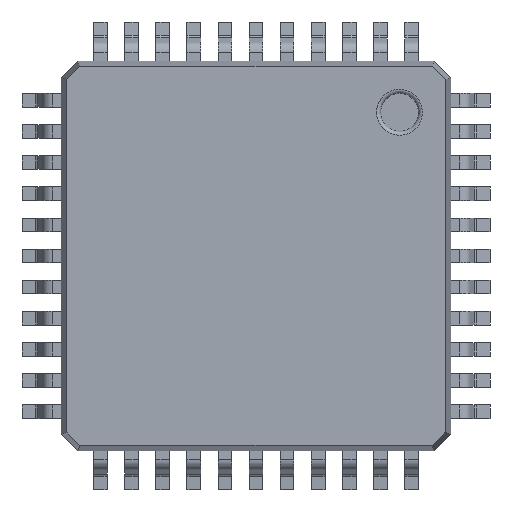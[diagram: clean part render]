
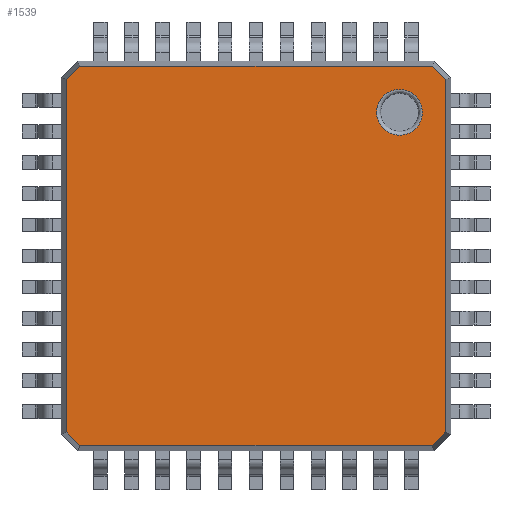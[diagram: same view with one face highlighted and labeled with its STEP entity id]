
A CAD part, top view. The second image highlights one B-rep face of the part: STEP entity #1539.
In plain terms, the highlighted planar face has unit normal (0, 0, 1).
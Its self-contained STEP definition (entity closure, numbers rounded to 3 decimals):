
#11=FACE_BOUND('',#3356,.T.);
#18=B_SPLINE_CURVE_WITH_KNOTS('',3,(#27332,#27333,#27334,#27335,#27336,
#27337),.UNSPECIFIED.,.F.,.F.,(4,1,1,4),(0.,0.18,0.36,
0.54),.UNSPECIFIED.);
#21=B_SPLINE_CURVE_WITH_KNOTS('',3,(#27350,#27351,#27352,#27353,#27354,
#27355),.UNSPECIFIED.,.F.,.F.,(4,1,1,4),(0.,0.181,0.361,
0.542),.UNSPECIFIED.);
#30=B_SPLINE_CURVE_WITH_KNOTS('',3,(#27404,#27405,#27406,#27407,#27408,
#27409),.UNSPECIFIED.,.F.,.F.,(4,1,1,4),(0.,0.181,0.361,
0.542),.UNSPECIFIED.);
#40=B_SPLINE_CURVE_WITH_KNOTS('',3,(#27464,#27465,#27466,#27467,#27468,
#27469),.UNSPECIFIED.,.F.,.F.,(4,1,1,4),(0.,0.181,0.361,
0.542),.UNSPECIFIED.);
#78=B_SPLINE_CURVE_WITH_KNOTS('',1,(#27636,#27637),.UNSPECIFIED.,.F.,.F.,
(2,2),(0.,9.046),.UNSPECIFIED.);
#127=B_SPLINE_CURVE_WITH_KNOTS('',1,(#27830,#27831),.UNSPECIFIED.,.F.,.F.,
(2,2),(0.,9.046),.UNSPECIFIED.);
#175=B_SPLINE_CURVE_WITH_KNOTS('',1,(#28020,#28021),.UNSPECIFIED.,.F.,.F.,
(2,2),(0.,9.051),.UNSPECIFIED.);
#224=B_SPLINE_CURVE_WITH_KNOTS('',1,(#28214,#28215),.UNSPECIFIED.,.F.,.F.,
(2,2),(0.,9.051),.UNSPECIFIED.);
#333=B_SPLINE_CURVE_WITH_KNOTS('',3,(#29476,#29477,#29478,#29479,#29480,
#29481,#29482),.UNSPECIFIED.,.F.,.F.,(4,3,4),(9.098,9.099,
9.1),.UNSPECIFIED.);
#1539=ADVANCED_FACE('',(#2447,#11),#13878,.T.);
#2447=FACE_OUTER_BOUND('',#3355,.T.);
#3355=EDGE_LOOP('',(#7067,#7068,#7069,#7070,#7071,#7072,#7073,#7074,#7075));
#3356=EDGE_LOOP('',(#7076));
#7067=ORIENTED_EDGE('',*,*,#9893,.F.);
#7068=ORIENTED_EDGE('',*,*,#9736,.T.);
#7069=ORIENTED_EDGE('',*,*,#10406,.F.);
#7070=ORIENTED_EDGE('',*,*,#9796,.F.);
#7071=ORIENTED_EDGE('',*,*,#9758,.F.);
#7072=ORIENTED_EDGE('',*,*,#9942,.F.);
#7073=ORIENTED_EDGE('',*,*,#9748,.F.);
#7074=ORIENTED_EDGE('',*,*,#9845,.F.);
#7075=ORIENTED_EDGE('',*,*,#9739,.F.);
#7076=ORIENTED_EDGE('',*,*,#10404,.T.);
#9736=EDGE_CURVE('',#13407,#13408,#18,.T.);
#9739=EDGE_CURVE('',#13410,#13411,#21,.T.);
#9748=EDGE_CURVE('',#13417,#13418,#30,.T.);
#9758=EDGE_CURVE('',#13425,#13426,#40,.T.);
#9796=EDGE_CURVE('',#13426,#13458,#78,.T.);
#9845=EDGE_CURVE('',#13411,#13417,#127,.T.);
#9893=EDGE_CURVE('',#13407,#13410,#175,.T.);
#9942=EDGE_CURVE('',#13418,#13425,#224,.T.);
#10404=EDGE_CURVE('',#13611,#13611,#12345,.T.);
#10406=EDGE_CURVE('',#13458,#13408,#333,.T.);
#12345=(
BOUNDED_CURVE()
B_SPLINE_CURVE(2,(#29458,#29459,#29460,#29461,#29462,#29463,#29464,#29465,
#29466),.UNSPECIFIED.,.T.,.F.)
B_SPLINE_CURVE_WITH_KNOTS((3,2,2,2,3),(0.,0.923,1.846,
2.768,3.691),.UNSPECIFIED.)
CURVE()
GEOMETRIC_REPRESENTATION_ITEM()
RATIONAL_B_SPLINE_CURVE((1.,0.707,1.,0.707,1.,0.707,
1.,0.707,1.))
REPRESENTATION_ITEM('')
);
#13407=VERTEX_POINT('',#26913);
#13408=VERTEX_POINT('',#26914);
#13410=VERTEX_POINT('',#26916);
#13411=VERTEX_POINT('',#26917);
#13417=VERTEX_POINT('',#26923);
#13418=VERTEX_POINT('',#26924);
#13425=VERTEX_POINT('',#26931);
#13426=VERTEX_POINT('',#26932);
#13458=VERTEX_POINT('',#26964);
#13611=VERTEX_POINT('',#27117);
#13878=PLANE('',#14738);
#14738=AXIS2_PLACEMENT_3D('',#24414,#14920,$);
#14920=DIRECTION('',(0.,0.,1.));
#24414=CARTESIAN_POINT('',(4.967,4.967,1.61));
#26913=CARTESIAN_POINT('',(-4.525,4.87,1.61));
#26914=CARTESIAN_POINT('',(-4.87,4.524,1.61));
#26916=CARTESIAN_POINT('',(4.525,4.87,1.61));
#26917=CARTESIAN_POINT('',(4.87,4.523,1.61));
#26923=CARTESIAN_POINT('',(4.87,-4.523,1.61));
#26924=CARTESIAN_POINT('',(4.525,-4.87,1.61));
#26931=CARTESIAN_POINT('',(-4.525,-4.87,1.61));
#26932=CARTESIAN_POINT('',(-4.87,-4.523,1.61));
#26964=CARTESIAN_POINT('',(-4.87,4.523,1.61));
#27117=CARTESIAN_POINT('',(3.1,3.688,1.61));
#27332=CARTESIAN_POINT('',(-4.525,4.87,1.61));
#27333=CARTESIAN_POINT('',(-4.564,4.832,1.61));
#27334=CARTESIAN_POINT('',(-4.64,4.755,1.61));
#27335=CARTESIAN_POINT('',(-4.755,4.64,1.61));
#27336=CARTESIAN_POINT('',(-4.831,4.563,1.61));
#27337=CARTESIAN_POINT('',(-4.87,4.524,1.61));
#27350=CARTESIAN_POINT('',(4.525,4.87,1.61));
#27351=CARTESIAN_POINT('',(4.564,4.831,1.61));
#27352=CARTESIAN_POINT('',(4.64,4.754,1.61));
#27353=CARTESIAN_POINT('',(4.755,4.639,1.61));
#27354=CARTESIAN_POINT('',(4.832,4.562,1.61));
#27355=CARTESIAN_POINT('',(4.87,4.523,1.61));
#27404=CARTESIAN_POINT('',(4.87,-4.523,1.61));
#27405=CARTESIAN_POINT('',(4.832,-4.562,1.61));
#27406=CARTESIAN_POINT('',(4.755,-4.639,1.61));
#27407=CARTESIAN_POINT('',(4.64,-4.754,1.61));
#27408=CARTESIAN_POINT('',(4.564,-4.831,1.61));
#27409=CARTESIAN_POINT('',(4.525,-4.87,1.61));
#27464=CARTESIAN_POINT('',(-4.525,-4.87,1.61));
#27465=CARTESIAN_POINT('',(-4.564,-4.831,1.61));
#27466=CARTESIAN_POINT('',(-4.64,-4.754,1.61));
#27467=CARTESIAN_POINT('',(-4.755,-4.639,1.61));
#27468=CARTESIAN_POINT('',(-4.832,-4.562,1.61));
#27469=CARTESIAN_POINT('',(-4.87,-4.523,1.61));
#27636=CARTESIAN_POINT('',(-4.87,-4.523,1.61));
#27637=CARTESIAN_POINT('',(-4.87,4.523,1.61));
#27830=CARTESIAN_POINT('',(4.87,4.523,1.61));
#27831=CARTESIAN_POINT('',(4.87,-4.523,1.61));
#28020=CARTESIAN_POINT('',(-4.525,4.87,1.61));
#28021=CARTESIAN_POINT('',(4.525,4.87,1.61));
#28214=CARTESIAN_POINT('',(4.525,-4.87,1.61));
#28215=CARTESIAN_POINT('',(-4.525,-4.87,1.61));
#29458=CARTESIAN_POINT('',(3.1,3.688,1.61));
#29459=CARTESIAN_POINT('',(3.1,4.275,1.61));
#29460=CARTESIAN_POINT('',(3.688,4.275,1.61));
#29461=CARTESIAN_POINT('',(4.275,4.275,1.61));
#29462=CARTESIAN_POINT('',(4.275,3.688,1.61));
#29463=CARTESIAN_POINT('',(4.275,3.1,1.61));
#29464=CARTESIAN_POINT('',(3.688,3.1,1.61));
#29465=CARTESIAN_POINT('',(3.1,3.1,1.61));
#29466=CARTESIAN_POINT('',(3.1,3.688,1.61));
#29476=CARTESIAN_POINT('',(-4.87,4.523,1.61));
#29477=CARTESIAN_POINT('',(-4.87,4.523,1.61));
#29478=CARTESIAN_POINT('',(-4.87,4.524,1.61));
#29479=CARTESIAN_POINT('',(-4.87,4.524,1.61));
#29480=CARTESIAN_POINT('',(-4.87,4.524,1.61));
#29481=CARTESIAN_POINT('',(-4.87,4.524,1.61));
#29482=CARTESIAN_POINT('',(-4.87,4.524,1.61));
